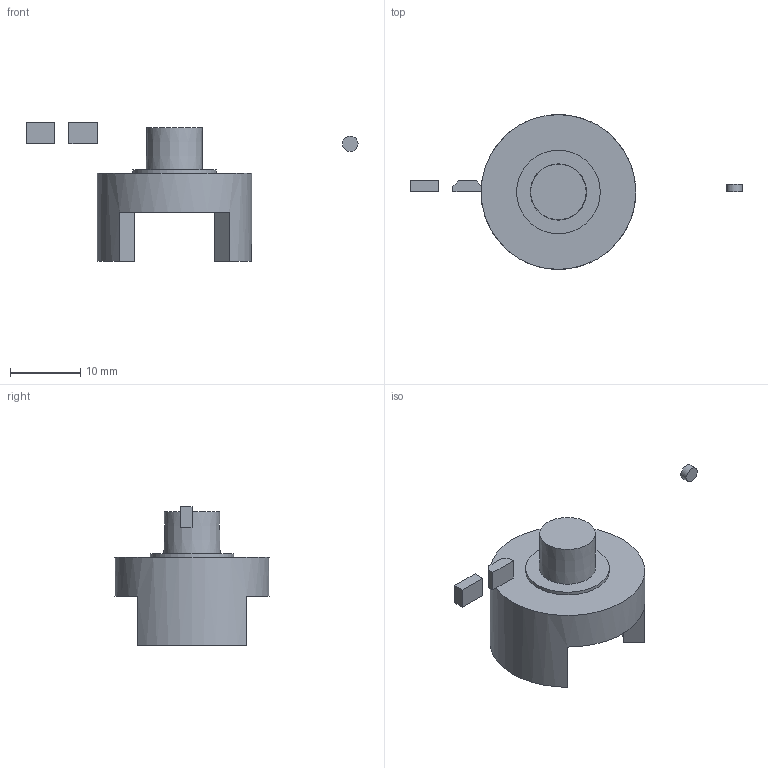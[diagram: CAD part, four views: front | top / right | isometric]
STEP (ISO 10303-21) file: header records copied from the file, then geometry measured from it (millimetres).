
FILE_DESCRIPTION(/* description */ (''),/* implementation_level */ '2;1');
FILE_NAME(/* name */ 'TestSensoriHallCoppette v7.step',/* time_stamp */ '2025-04-09T00:07:10+02:00',/* author */ (''),/* organization */ (''),/* preprocessor_version */ 'ST-DEVELOPER v20.1',/* originating_system */ 'Autodesk Translation Framework v14.4.0.0',/* authorisation */ '');
FILE_SCHEMA (('AUTOMOTIVE_DESIGN { 1 0 10303 214 3 1 1 }'));
Length unit declared in the file: millimetre
Products named in the file (1): TestSensoriHallCoppette
Bounding box: 47.2 x 22 x 19.7 mm (x, y, z)
Volume: 2253.3 mm3; surface area: 2198.4 mm2
Topology: 4 solids, 4 shells, 43 faces, 93 edges, 62 vertices
Faces by surface type: plane 38, cylinder 4, cone 1
Full cylindrical faces by diameter (mm): 2.2 x1, 11.9 x1, 16 x1, 22 x1
Entity records: 1195 total; most frequent: DIRECTION 199, CARTESIAN_POINT 199, ORIENTED_EDGE 186, EDGE_CURVE 93, LINE 75, VECTOR 75, VERTEX_POINT 62, AXIS2_PLACEMENT_3D 62
